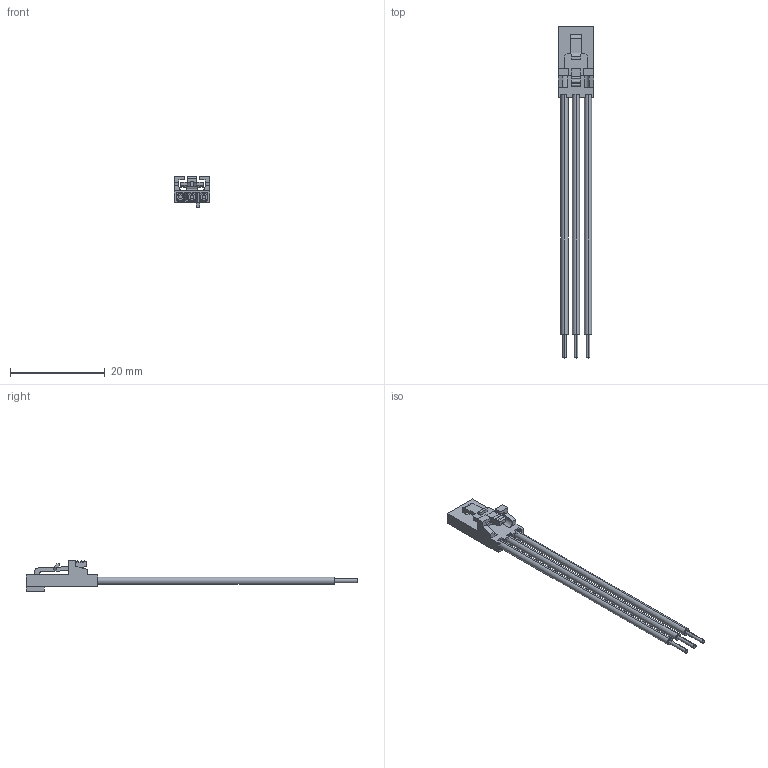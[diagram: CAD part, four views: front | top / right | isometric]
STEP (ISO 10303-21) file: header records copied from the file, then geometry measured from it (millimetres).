
FILE_DESCRIPTION((''),'2;1');
FILE_NAME('2162711030','2021-04-21T',('gga'),(''),'PRO/ENGINEER BY PARAMETRIC TECHNOLOGY CORPORATION, 2016010','PRO/ENGINEER BY PARAMETRIC TECHNOLOGY CORPORATION, 2016010','');
FILE_SCHEMA(('CONFIG_CONTROL_DESIGN'));
Length unit declared in the file: millimetre
Products named in the file (1): 2162711030
Bounding box: 7.54 x 70.14 x 6.58 mm (x, y, z)
Volume: 504.5 mm3; surface area: 1600.6 mm2
Topology: 4 solids, 4 shells, 221 faces, 638 edges, 429 vertices
Faces by surface type: plane 180, cylinder 41
Entity records: 7320 total; most frequent: CARTESIAN_POINT 1379, ORIENTED_EDGE 1276, DIRECTION 1143, EDGE_CURVE 638, VECTOR 531, LINE 531, VERTEX_POINT 429, AXIS2_PLACEMENT_3D 306
